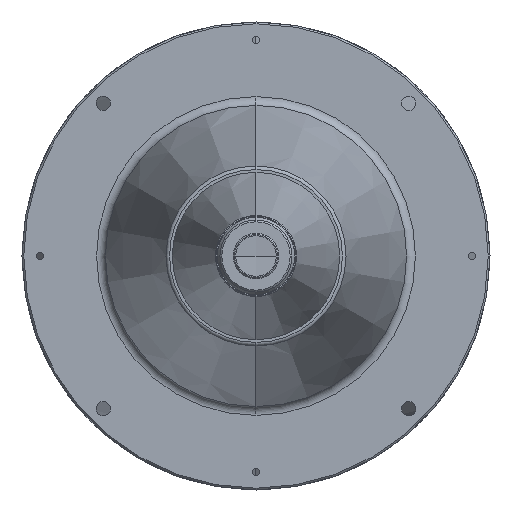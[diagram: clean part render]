
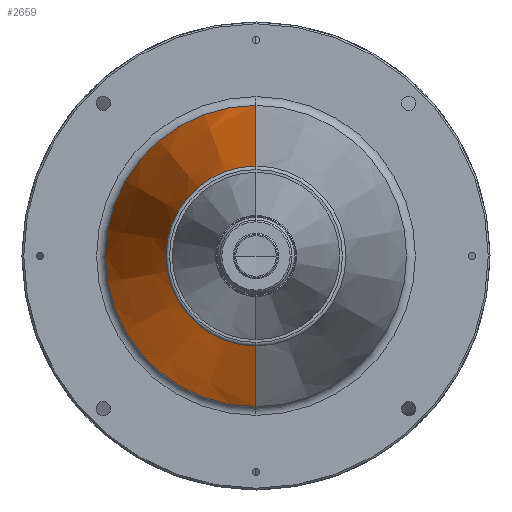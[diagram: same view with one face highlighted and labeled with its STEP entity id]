
A CAD part, left-side view. The second image highlights one B-rep face of the part: STEP entity #2659.
In plain terms, the highlighted conical face has half-angle 13.358 degrees and reference radius 50 mm.
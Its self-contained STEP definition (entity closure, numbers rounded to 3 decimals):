
#110 = VECTOR ( 'NONE', #6437, 1000. ) ;
#155 = FACE_OUTER_BOUND ( 'NONE', #1193, .T. ) ;
#159 = DIRECTION ( 'NONE',  ( -1., 0., 0. ) ) ;
#909 = DIRECTION ( 'NONE',  ( 0.973, 0., -0.231 ) ) ;
#1193 = EDGE_LOOP ( 'NONE', ( #9177, #6898, #3927, #7869 ) ) ;
#1201 = CONICAL_SURFACE ( 'NONE', #5415, 50., 0.233 ) ;
#1877 = CARTESIAN_POINT ( 'NONE',  ( 214.16, 0., -50. ) ) ;
#2463 = DIRECTION ( 'NONE',  ( -1., 0., 0. ) ) ;
#2531 = VERTEX_POINT ( 'NONE', #5656 ) ;
#2659 = ADVANCED_FACE ( 'NONE', ( #155 ), #1201, .T. ) ;
#3150 = CARTESIAN_POINT ( 'NONE',  ( 214.16, 0., -50. ) ) ;
#3154 = VERTEX_POINT ( 'NONE', #1877 ) ;
#3175 = CARTESIAN_POINT ( 'NONE',  ( 355.969, 0., -83.675 ) ) ;
#3782 = VECTOR ( 'NONE', #909, 1000. ) ;
#3927 = ORIENTED_EDGE ( 'NONE', *, *, #6565, .T. ) ;
#4003 = LINE ( 'NONE', #3150, #3782 ) ;
#4117 = EDGE_CURVE ( 'NONE', #9081, #3154, #7174, .T. ) ;
#4332 = DIRECTION ( 'NONE',  ( 0., 0., -1. ) ) ;
#4563 = CARTESIAN_POINT ( 'NONE',  ( 214.16, 0., 0. ) ) ;
#5310 = DIRECTION ( 'NONE',  ( 0., 0., 1. ) ) ;
#5415 = AXIS2_PLACEMENT_3D ( 'NONE', #7200, #9428, #4332 ) ;
#5656 = CARTESIAN_POINT ( 'NONE',  ( 355.969, 0., 83.675 ) ) ;
#5763 = LINE ( 'NONE', #9419, #110 ) ;
#6069 = AXIS2_PLACEMENT_3D ( 'NONE', #6837, #2463, #7592 ) ;
#6437 = DIRECTION ( 'NONE',  ( 0.973, 0., 0.231 ) ) ;
#6565 = EDGE_CURVE ( 'NONE', #2531, #7126, #8566, .T. ) ;
#6837 = CARTESIAN_POINT ( 'NONE',  ( 355.969, 0., 0. ) ) ;
#6898 = ORIENTED_EDGE ( 'NONE', *, *, #8341, .T. ) ;
#7126 = VERTEX_POINT ( 'NONE', #3175 ) ;
#7174 = CIRCLE ( 'NONE', #9494, 50. ) ;
#7200 = CARTESIAN_POINT ( 'NONE',  ( 214.16, 0., 0. ) ) ;
#7592 = DIRECTION ( 'NONE',  ( 0., 0., 1. ) ) ;
#7869 = ORIENTED_EDGE ( 'NONE', *, *, #9370, .F. ) ;
#8257 = CARTESIAN_POINT ( 'NONE',  ( 214.16, 0., 50. ) ) ;
#8341 = EDGE_CURVE ( 'NONE', #9081, #2531, #5763, .T. ) ;
#8566 = CIRCLE ( 'NONE', #6069, 83.675 ) ;
#9081 = VERTEX_POINT ( 'NONE', #8257 ) ;
#9177 = ORIENTED_EDGE ( 'NONE', *, *, #4117, .F. ) ;
#9370 = EDGE_CURVE ( 'NONE', #3154, #7126, #4003, .T. ) ;
#9419 = CARTESIAN_POINT ( 'NONE',  ( 214.16, 0., 50. ) ) ;
#9428 = DIRECTION ( 'NONE',  ( 1., 0., 0. ) ) ;
#9494 = AXIS2_PLACEMENT_3D ( 'NONE', #4563, #159, #5310 ) ;
